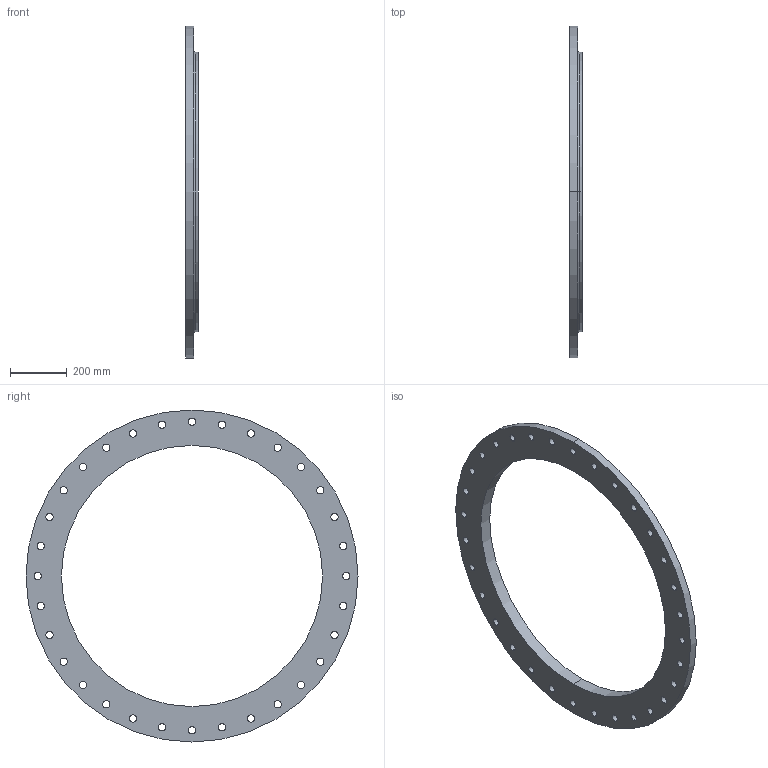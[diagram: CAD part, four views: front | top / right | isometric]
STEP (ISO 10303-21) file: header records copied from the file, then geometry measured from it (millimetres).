
FILE_DESCRIPTION (( 'STEP AP203' ), '1' );
FILE_NAME ('36_CLB_C207_FF_SOF.STEP', '2024-01-12T03:37:09', ( '' ), ( '' ), 'SwSTEP 2.0', 'SolidWorks 2023', '' );
FILE_SCHEMA (( 'CONFIG_CONTROL_DESIGN' ));
Length unit declared in the file: inch
Products named in the file (1): 36_CLB_C207_FF_SOF
Bounding box: 44.45 x 1168.4 x 1168.4 mm (x, y, z)
Volume: 12785103.6 mm3; surface area: 1131741.8 mm2
Topology: 1 solids, 1 shells, 75 faces, 214 edges, 142 vertices
Faces by surface type: cylinder 70, plane 3, torus 2
Entity records: 2747 total; most frequent: DIRECTION 510, CARTESIAN_POINT 432, ORIENTED_EDGE 428, AXIS2_PLACEMENT_3D 220, EDGE_CURVE 214, CIRCLE 144, VERTEX_POINT 142, EDGE_LOOP 142
